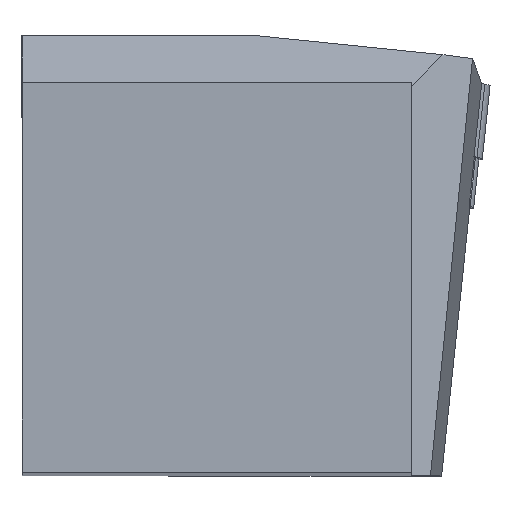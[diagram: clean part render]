
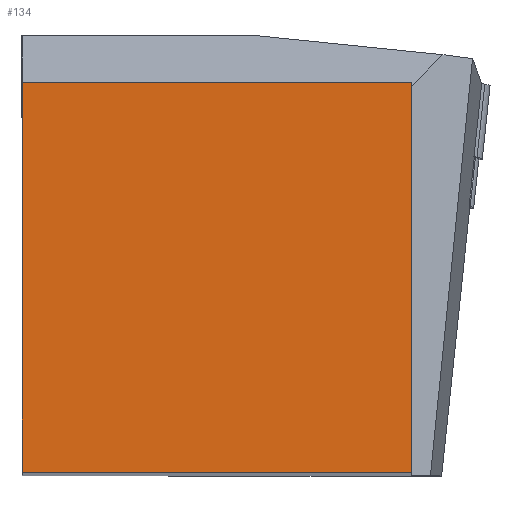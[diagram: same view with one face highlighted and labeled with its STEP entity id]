
A CAD part, top view. The second image highlights one B-rep face of the part: STEP entity #134.
In plain terms, the highlighted planar face has unit normal (0, 0, 1).
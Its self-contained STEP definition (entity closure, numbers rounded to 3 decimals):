
#85=FACE_OUTER_BOUND('',#211,.T.);
#134=ADVANCED_FACE('',(#85),#161,.T.);
#161=PLANE('',#806);
#211=EDGE_LOOP('',(#426,#427,#428,#429));
#426=ORIENTED_EDGE('',*,*,#590,.T.);
#427=ORIENTED_EDGE('',*,*,#593,.T.);
#428=ORIENTED_EDGE('',*,*,#591,.T.);
#429=ORIENTED_EDGE('',*,*,#585,.T.);
#491=VERTEX_POINT('',#1188);
#492=VERTEX_POINT('',#1190);
#494=VERTEX_POINT('',#1198);
#495=VERTEX_POINT('',#1202);
#585=EDGE_CURVE('',#492,#491,#661,.T.);
#590=EDGE_CURVE('',#491,#494,#666,.T.);
#591=EDGE_CURVE('',#495,#492,#667,.T.);
#593=EDGE_CURVE('',#494,#495,#669,.T.);
#661=LINE('',#1189,#737);
#666=LINE('',#1199,#742);
#667=LINE('',#1201,#743);
#669=LINE('',#1205,#745);
#737=VECTOR('',#984,1.);
#742=VECTOR('',#993,1.);
#743=VECTOR('',#996,1.);
#745=VECTOR('',#1000,1.);
#806=AXIS2_PLACEMENT_3D('',#1207,#1003,#1004);
#984=DIRECTION('',(0.,-1.,0.));
#993=DIRECTION('',(1.,0.,0.));
#996=DIRECTION('',(-1.,0.,0.));
#1000=DIRECTION('',(0.,1.,0.));
#1003=DIRECTION('',(0.,0.,1.));
#1004=DIRECTION('',(-1.,0.,0.));
#1188=CARTESIAN_POINT('',(0.,0.,0.));
#1189=CARTESIAN_POINT('',(0.,50.,0.));
#1190=CARTESIAN_POINT('',(0.,50.,0.));
#1198=CARTESIAN_POINT('',(50.,0.,0.));
#1199=CARTESIAN_POINT('',(0.,0.,0.));
#1201=CARTESIAN_POINT('',(50.,50.,0.));
#1202=CARTESIAN_POINT('',(50.,50.,0.));
#1205=CARTESIAN_POINT('',(50.,0.,0.));
#1207=CARTESIAN_POINT('',(25.,25.,0.));
